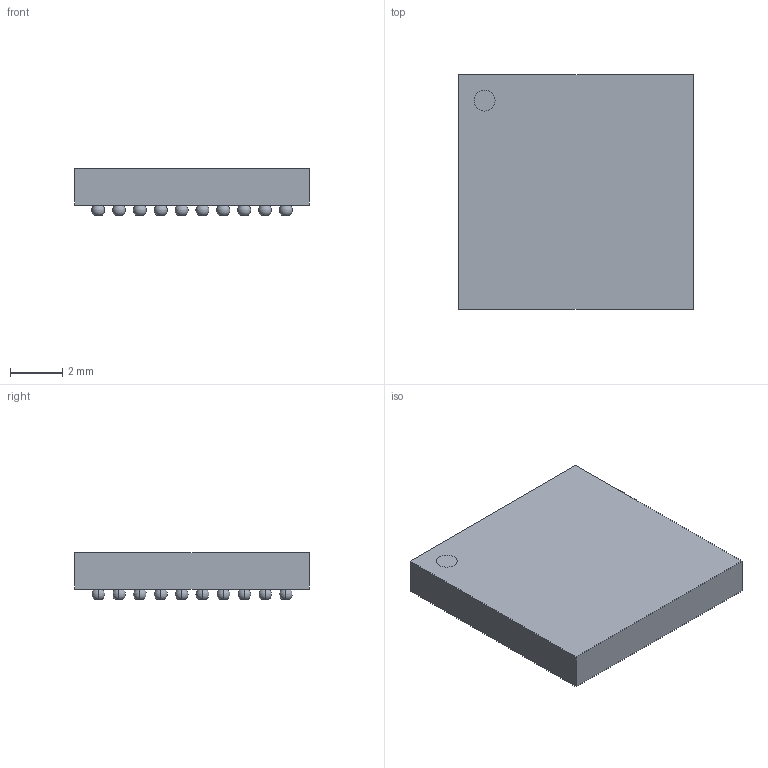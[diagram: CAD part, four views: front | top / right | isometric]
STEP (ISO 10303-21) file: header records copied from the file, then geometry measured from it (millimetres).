
FILE_DESCRIPTION((''),'2;1');
FILE_NAME('BGA100C80P10X10_900X900X150.stp','2012-10-02T15:08:52',(''),(''),'Mechanical Desktop 2011','Mechanical Desktop 2011',', , ');
FILE_SCHEMA(('AUTOMOTIVE_DESIGN { 1 2 10303 214 1 1 1 1 }'));
Length unit declared in the file: millimetre
Products named in the file (1): Product
Bounding box: 9 x 9 x 1.8 mm (x, y, z)
Volume: 119.6 mm3; surface area: 290.9 mm2
Topology: 102 solids, 102 shells, 413 faces, 824 edges, 616 vertices
Faces by surface type: plane 209, sphere 200, cylinder 4
Entity records: 11484 total; most frequent: DIRECTION 2460, CARTESIAN_POINT 1854, ORIENTED_EDGE 1648, AXIS2_PLACEMENT_3D 1222, EDGE_CURVE 824, CIRCLE 808, VERTEX_POINT 616, EDGE_LOOP 414
